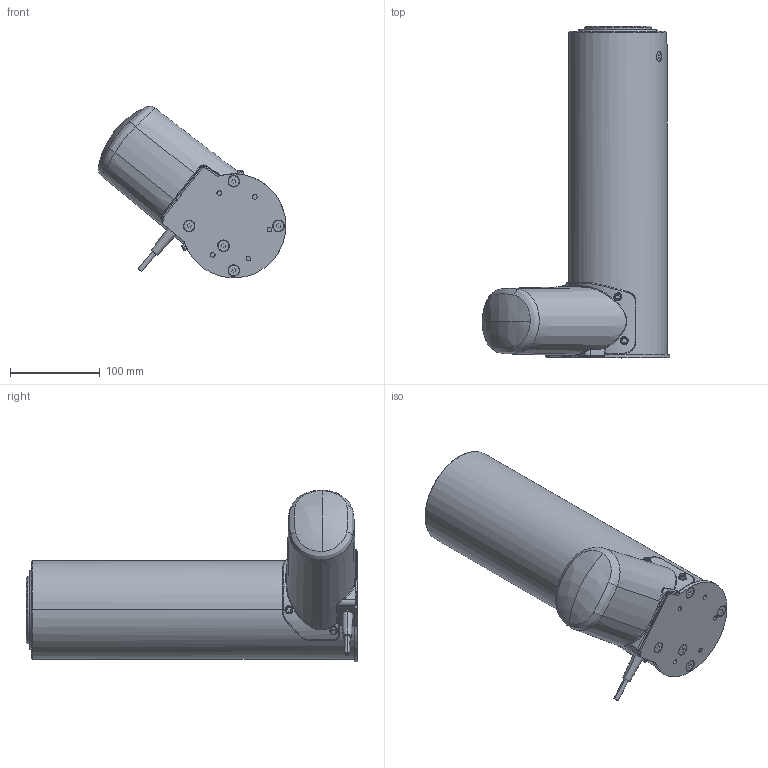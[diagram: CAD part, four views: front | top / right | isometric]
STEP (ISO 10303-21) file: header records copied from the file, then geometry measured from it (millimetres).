
FILE_DESCRIPTION (( 'STEP AP203' ), '1' );
FILE_NAME ('Gamma Colonne 3.STEP', '2014-09-08T13:13:59', ( 'admin' ), ( 'Hewlett-Packard Company' ), 'SwSTEP 2.0', 'SolidWorks 2014', '' );
FILE_SCHEMA (( 'CONFIG_CONTROL_DESIGN' ));
Length unit declared in the file: millimetre
Products named in the file (1): Gamma Colonne 3
Bounding box: 209.28 x 370 x 191.3 mm (x, y, z)
Volume: 4211012.1 mm3; surface area: 186627 mm2
Topology: 1 solids, 1 shells, 552 faces, 1358 edges, 852 vertices
Faces by surface type: plane 185, cylinder 162, bspline 144, cone 61
Entity records: 33346 total; most frequent: CARTESIAN_POINT 21279, ORIENTED_EDGE 2710, DIRECTION 2237, EDGE_CURVE 1355, AXIS2_PLACEMENT_3D 858, VERTEX_POINT 852, EDGE_LOOP 601, ADVANCED_FACE 552
